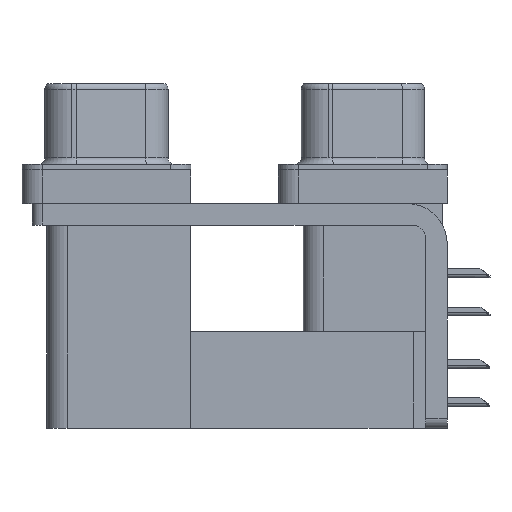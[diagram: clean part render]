
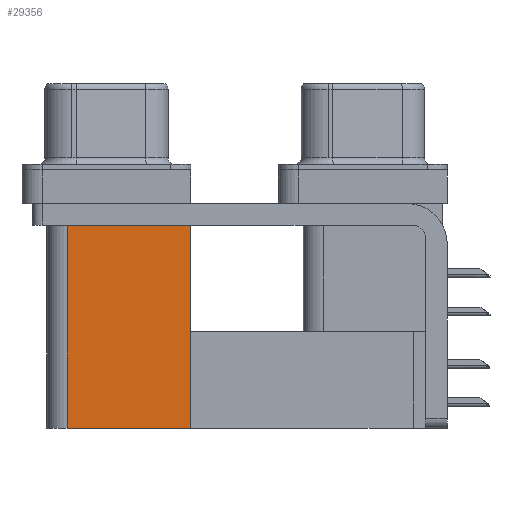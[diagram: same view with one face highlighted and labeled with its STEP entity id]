
A CAD part, left-side view. The second image highlights one B-rep face of the part: STEP entity #29356.
In plain terms, the highlighted planar face has unit normal (-1, 0, 0).
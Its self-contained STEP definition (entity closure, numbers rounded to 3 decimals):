
#903 = DIRECTION ( 'NONE',  ( 1., 0., 0. ) ) ;
#2701 = LINE ( 'NONE', #24876, #19686 ) ;
#3530 = ORIENTED_EDGE ( 'NONE', *, *, #25292, .T. ) ;
#3758 = DIRECTION ( 'NONE',  ( 0., 0., 1. ) ) ;
#3783 = ORIENTED_EDGE ( 'NONE', *, *, #30531, .T. ) ;
#5473 = VERTEX_POINT ( 'NONE', #28190 ) ;
#6104 = VECTOR ( 'NONE', #3758, 1000. ) ;
#7262 = EDGE_CURVE ( 'NONE', #9447, #5473, #26242, .T. ) ;
#8233 = AXIS2_PLACEMENT_3D ( 'NONE', #12500, #903, #27550 ) ;
#9447 = VERTEX_POINT ( 'NONE', #13620 ) ;
#10302 = VECTOR ( 'NONE', #25378, 1000. ) ;
#10675 = LINE ( 'NONE', #15725, #10302 ) ;
#12500 = CARTESIAN_POINT ( 'NONE',  ( 3.765, 12.775, -19.2 ) ) ;
#12847 = DIRECTION ( 'NONE',  ( 0., 0., 1. ) ) ;
#13594 = CARTESIAN_POINT ( 'NONE',  ( 3.765, 21.975, -2.5 ) ) ;
#13620 = CARTESIAN_POINT ( 'NONE',  ( 3.765, 12.775, -19.2 ) ) ;
#15345 = PLANE ( 'NONE',  #8233 ) ;
#15725 = CARTESIAN_POINT ( 'NONE',  ( 3.765, 12.775, -2.5 ) ) ;
#17556 = VERTEX_POINT ( 'NONE', #23180 ) ;
#17854 = ORIENTED_EDGE ( 'NONE', *, *, #7262, .F. ) ;
#18485 = CARTESIAN_POINT ( 'NONE',  ( 3.765, 12.775, -19.2 ) ) ;
#18556 = ORIENTED_EDGE ( 'NONE', *, *, #24693, .F. ) ;
#19686 = VECTOR ( 'NONE', #12847, 1000. ) ;
#21000 = DIRECTION ( 'NONE',  ( 0., 1., 0. ) ) ;
#22750 = FACE_OUTER_BOUND ( 'NONE', #28769, .T. ) ;
#23180 = CARTESIAN_POINT ( 'NONE',  ( 3.765, 12.775, -2.5 ) ) ;
#24693 = EDGE_CURVE ( 'NONE', #5473, #26659, #2701, .T. ) ;
#24876 = CARTESIAN_POINT ( 'NONE',  ( 3.765, 21.975, -19.2 ) ) ;
#25289 = CARTESIAN_POINT ( 'NONE',  ( 3.765, 12.775, -19.2 ) ) ;
#25292 = EDGE_CURVE ( 'NONE', #9447, #17556, #30075, .T. ) ;
#25378 = DIRECTION ( 'NONE',  ( 0., 1., 0. ) ) ;
#26242 = LINE ( 'NONE', #18485, #29184 ) ;
#26659 = VERTEX_POINT ( 'NONE', #13594 ) ;
#27550 = DIRECTION ( 'NONE',  ( 0., 0., -1. ) ) ;
#28190 = CARTESIAN_POINT ( 'NONE',  ( 3.765, 21.975, -19.2 ) ) ;
#28769 = EDGE_LOOP ( 'NONE', ( #3783, #18556, #17854, #3530 ) ) ;
#29184 = VECTOR ( 'NONE', #21000, 1000. ) ;
#29356 = ADVANCED_FACE ( 'NONE', ( #22750 ), #15345, .F. ) ;
#30075 = LINE ( 'NONE', #25289, #6104 ) ;
#30531 = EDGE_CURVE ( 'NONE', #17556, #26659, #10675, .T. ) ;
